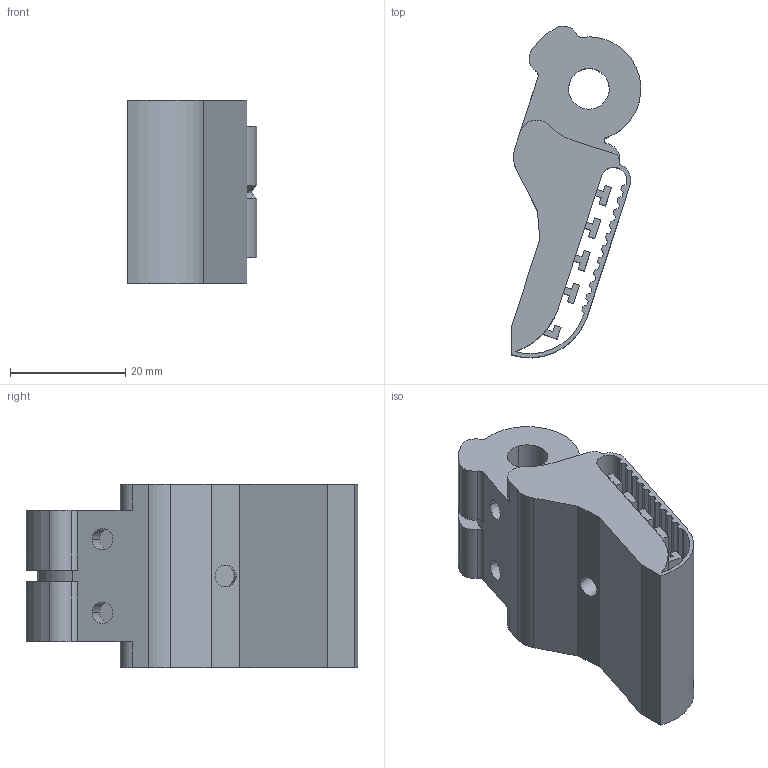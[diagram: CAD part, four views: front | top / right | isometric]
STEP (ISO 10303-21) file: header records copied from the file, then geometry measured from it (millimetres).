
FILE_DESCRIPTION (( 'STEP AP203' ), '1' );
FILE_NAME ('finger_pp_B_m2.STEP', '2015-02-27T22:19:15', ( '' ), ( '' ), 'SwSTEP 2.0', 'SolidWorks 2013', '' );
FILE_SCHEMA (( 'CONFIG_CONTROL_DESIGN' ));
Length unit declared in the file: millimetre
Products named in the file (1): finger_pp_B_m2
Bounding box: 22.43 x 57.47 x 31.75 mm (x, y, z)
Volume: 18911.9 mm3; surface area: 10322.3 mm2
Topology: 1 solids, 1 shells, 150 faces, 414 edges, 274 vertices
Faces by surface type: plane 106, cylinder 42, cone 2
Entity records: 4889 total; most frequent: CARTESIAN_POINT 909, ORIENTED_EDGE 828, DIRECTION 788, EDGE_CURVE 414, VECTOR 326, LINE 326, VERTEX_POINT 274, AXIS2_PLACEMENT_3D 231
